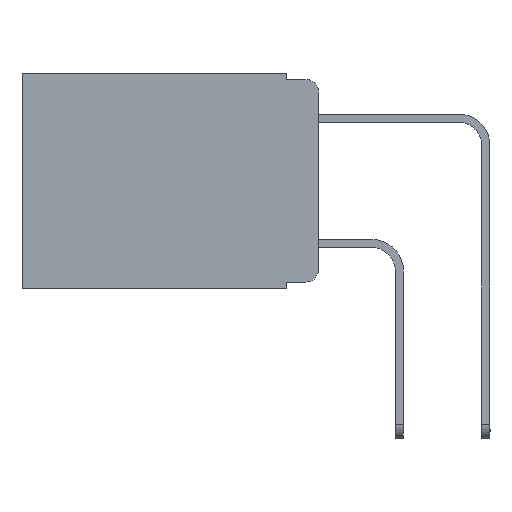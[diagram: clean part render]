
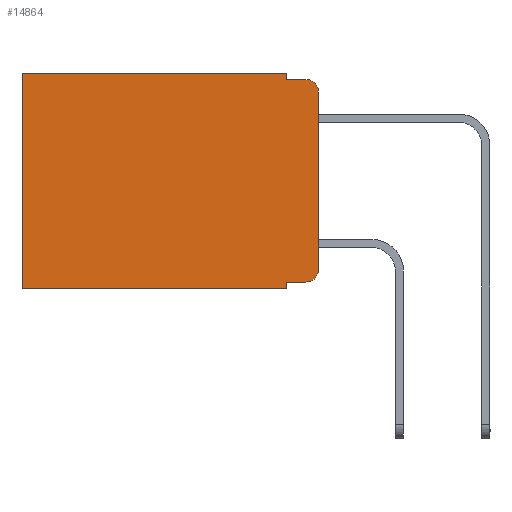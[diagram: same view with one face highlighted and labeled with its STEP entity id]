
A CAD part, left-side view. The second image highlights one B-rep face of the part: STEP entity #14864.
In plain terms, the highlighted planar face has unit normal (-1, 0, 0).
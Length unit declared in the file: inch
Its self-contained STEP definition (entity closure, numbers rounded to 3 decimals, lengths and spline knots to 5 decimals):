
#586 = ORIENTED_EDGE ( 'NONE', *, *, #13783, .F. ) ;
#919 = VECTOR ( 'NONE', #6135, 39.37008 ) ;
#1121 = EDGE_CURVE ( 'NONE', #17212, #18287, #12298, .T. ) ;
#1466 = DIRECTION ( 'NONE',  ( 0., -1., 0. ) ) ;
#1532 = FACE_OUTER_BOUND ( 'NONE', #7698, .T. ) ;
#1541 = AXIS2_PLACEMENT_3D ( 'NONE', #3794, #9430, #6443 ) ;
#1822 = EDGE_CURVE ( 'NONE', #16308, #8791, #8245, .T. ) ;
#2172 = ORIENTED_EDGE ( 'NONE', *, *, #1822, .T. ) ;
#2176 = CARTESIAN_POINT ( 'NONE',  ( 0.298, 0.051, -0.343 ) ) ;
#2385 = VECTOR ( 'NONE', #9561, 39.37008 ) ;
#2487 = EDGE_CURVE ( 'NONE', #16636, #8791, #6230, .T. ) ;
#2519 = DIRECTION ( 'NONE',  ( -1., 0., 0. ) ) ;
#2831 = ORIENTED_EDGE ( 'NONE', *, *, #17017, .F. ) ;
#2972 = CARTESIAN_POINT ( 'NONE',  ( 0.298, 0.051, -0.333 ) ) ;
#3054 = VECTOR ( 'NONE', #17051, 39.37008 ) ;
#3099 = DIRECTION ( 'NONE',  ( 0., -1., 0. ) ) ;
#3162 = VERTEX_POINT ( 'NONE', #2972 ) ;
#3174 = ORIENTED_EDGE ( 'NONE', *, *, #5227, .F. ) ;
#3794 = CARTESIAN_POINT ( 'NONE',  ( 0.298, 0., 0. ) ) ;
#3933 = AXIS2_PLACEMENT_3D ( 'NONE', #11840, #8918, #17513 ) ;
#4267 = LINE ( 'NONE', #5623, #13858 ) ;
#4341 = ORIENTED_EDGE ( 'NONE', *, *, #8125, .T. ) ;
#4988 = CARTESIAN_POINT ( 'NONE',  ( 0.298, 0.473, -0.343 ) ) ;
#5030 = EDGE_CURVE ( 'NONE', #15499, #11761, #13903, .T. ) ;
#5095 = ORIENTED_EDGE ( 'NONE', *, *, #1121, .F. ) ;
#5115 = CARTESIAN_POINT ( 'NONE',  ( 0.298, 0.473, 0. ) ) ;
#5227 = EDGE_CURVE ( 'NONE', #11063, #11761, #13466, .T. ) ;
#5623 = CARTESIAN_POINT ( 'NONE',  ( 0.298, 0.051, 0. ) ) ;
#5910 = VECTOR ( 'NONE', #18444, 39.37008 ) ;
#6135 = DIRECTION ( 'NONE',  ( 0., 1., 0. ) ) ;
#6230 = LINE ( 'NONE', #15212, #2385 ) ;
#6443 = DIRECTION ( 'NONE',  ( 0., 0., -1. ) ) ;
#6487 = LINE ( 'NONE', #10060, #8038 ) ;
#7286 = VECTOR ( 'NONE', #3099, 39.37008 ) ;
#7415 = CARTESIAN_POINT ( 'NONE',  ( 0.298, 0.02, -0.01 ) ) ;
#7698 = EDGE_LOOP ( 'NONE', ( #17939, #17955, #2831, #5095, #18188, #13655, #3174, #586, #4341, #2172 ) ) ;
#8038 = VECTOR ( 'NONE', #1466, 39.37008 ) ;
#8125 = EDGE_CURVE ( 'NONE', #3162, #16308, #6487, .T. ) ;
#8245 = CIRCLE ( 'NONE', #9905, 0.02 ) ;
#8402 = DIRECTION ( 'NONE',  ( 0., 0., -1. ) ) ;
#8515 = VECTOR ( 'NONE', #16527, 39.37008 ) ;
#8791 = VERTEX_POINT ( 'NONE', #10692 ) ;
#8918 = DIRECTION ( 'NONE',  ( -1., 0., 0. ) ) ;
#9430 = DIRECTION ( 'NONE',  ( 1., 0., 0. ) ) ;
#9561 = DIRECTION ( 'NONE',  ( 0., 0., -1. ) ) ;
#9639 = CARTESIAN_POINT ( 'NONE',  ( 0.298, 0., 0. ) ) ;
#9905 = AXIS2_PLACEMENT_3D ( 'NONE', #15549, #2519, #8402 ) ;
#10060 = CARTESIAN_POINT ( 'NONE',  ( 0.298, 0.051, -0.333 ) ) ;
#10081 = CARTESIAN_POINT ( 'NONE',  ( 0.298, 0.02, -0.333 ) ) ;
#10365 = CARTESIAN_POINT ( 'NONE',  ( 0.298, 0.051, 0. ) ) ;
#10528 = PLANE ( 'NONE',  #1541 ) ;
#10643 = LINE ( 'NONE', #18589, #7286 ) ;
#10692 = CARTESIAN_POINT ( 'NONE',  ( 0.298, 0., -0.313 ) ) ;
#10716 = EDGE_CURVE ( 'NONE', #17212, #15499, #16726, .T. ) ;
#10742 = CARTESIAN_POINT ( 'NONE',  ( 0.298, 0., -0.03 ) ) ;
#11063 = VERTEX_POINT ( 'NONE', #2176 ) ;
#11222 = CARTESIAN_POINT ( 'NONE',  ( 0.298, 0.473, 0. ) ) ;
#11761 = VERTEX_POINT ( 'NONE', #4988 ) ;
#11840 = CARTESIAN_POINT ( 'NONE',  ( 0.298, 0.02, -0.03 ) ) ;
#12298 = LINE ( 'NONE', #15144, #8515 ) ;
#12310 = CIRCLE ( 'NONE', #3933, 0.02 ) ;
#12686 = CARTESIAN_POINT ( 'NONE',  ( 0.298, 0.051, -0.01 ) ) ;
#13466 = LINE ( 'NONE', #14818, #919 ) ;
#13655 = ORIENTED_EDGE ( 'NONE', *, *, #5030, .T. ) ;
#13783 = EDGE_CURVE ( 'NONE', #3162, #11063, #4267, .T. ) ;
#13858 = VECTOR ( 'NONE', #18344, 39.37008 ) ;
#13903 = LINE ( 'NONE', #11222, #5910 ) ;
#14065 = EDGE_CURVE ( 'NONE', #16636, #14108, #12310, .T. ) ;
#14108 = VERTEX_POINT ( 'NONE', #7415 ) ;
#14818 = CARTESIAN_POINT ( 'NONE',  ( 0.298, 0., -0.343 ) ) ;
#14864 = ADVANCED_FACE ( 'NONE', ( #1532 ), #10528, .F. ) ;
#15144 = CARTESIAN_POINT ( 'NONE',  ( 0.298, 0.051, 0. ) ) ;
#15212 = CARTESIAN_POINT ( 'NONE',  ( 0.298, 0., 0. ) ) ;
#15499 = VERTEX_POINT ( 'NONE', #5115 ) ;
#15549 = CARTESIAN_POINT ( 'NONE',  ( 0.298, 0.02, -0.313 ) ) ;
#16308 = VERTEX_POINT ( 'NONE', #10081 ) ;
#16527 = DIRECTION ( 'NONE',  ( 0., 0., -1. ) ) ;
#16636 = VERTEX_POINT ( 'NONE', #10742 ) ;
#16726 = LINE ( 'NONE', #9639, #3054 ) ;
#17017 = EDGE_CURVE ( 'NONE', #18287, #14108, #10643, .T. ) ;
#17051 = DIRECTION ( 'NONE',  ( 0., 1., 0. ) ) ;
#17212 = VERTEX_POINT ( 'NONE', #10365 ) ;
#17513 = DIRECTION ( 'NONE',  ( 0., 0., -1. ) ) ;
#17939 = ORIENTED_EDGE ( 'NONE', *, *, #2487, .F. ) ;
#17955 = ORIENTED_EDGE ( 'NONE', *, *, #14065, .T. ) ;
#18188 = ORIENTED_EDGE ( 'NONE', *, *, #10716, .T. ) ;
#18287 = VERTEX_POINT ( 'NONE', #12686 ) ;
#18344 = DIRECTION ( 'NONE',  ( 0., 0., -1. ) ) ;
#18444 = DIRECTION ( 'NONE',  ( 0., 0., -1. ) ) ;
#18589 = CARTESIAN_POINT ( 'NONE',  ( 0.298, 0.051, -0.01 ) ) ;
